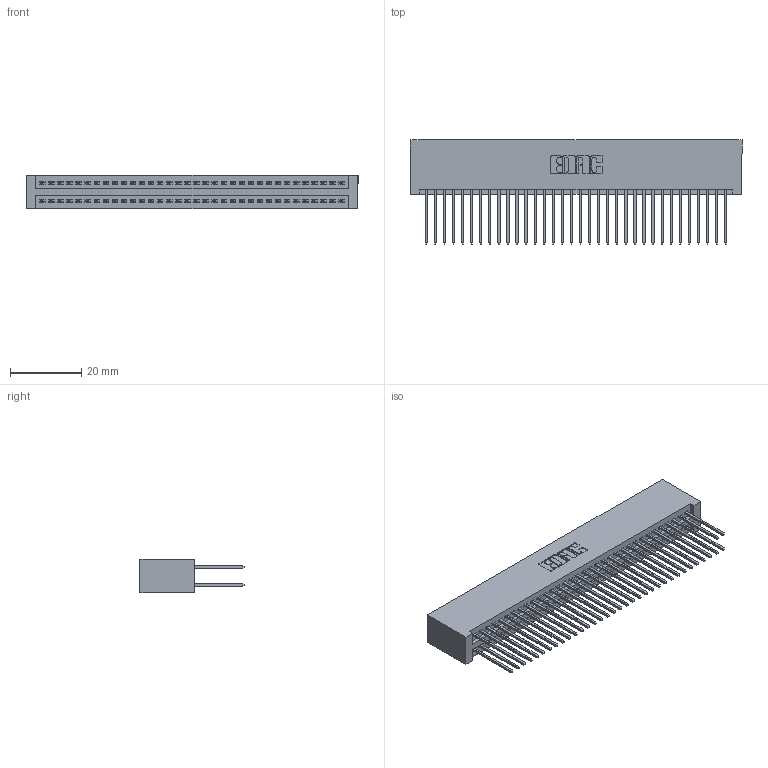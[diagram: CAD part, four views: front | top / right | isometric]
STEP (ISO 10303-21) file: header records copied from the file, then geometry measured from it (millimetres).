
FILE_DESCRIPTION (( 'STEP AP203' ), '1' );
FILE_NAME ('395-068-540-201.STEP', '2019-10-23T22:33:30', ( '' ), ( '' ), 'SwSTEP 2.0', 'SolidWorks 2016', '' );
FILE_SCHEMA (( 'CONFIG_CONTROL_DESIGN' ));
Length unit declared in the file: inch
Products named in the file (3): 345 Part_No Mounting Lugs; 345-292-001_345-293-140; 395-068-540-201
Assembly tree (69 placements, depth 2):
  395-068-540-201
    345 Part_No Mounting Lugs
    345-292-001_345-293-140  x68
Bounding box: 92.96 x 29.13 x 9.4 mm (x, y, z)
Volume: 9830.1 mm3; surface area: 15874.8 mm2
Topology: 69 solids, 69 shells, 3518 faces, 10449 edges, 6874 vertices
Faces by surface type: plane 2320, cylinder 1198
Entity records: 27495 total; most frequent: CARTESIAN_POINT 4616, ORIENTED_EDGE 4550, DIRECTION 4075, EDGE_CURVE 2275, LINE 2015, VECTOR 2015, VERTEX_POINT 1514, AXIS2_PLACEMENT_3D 1030
